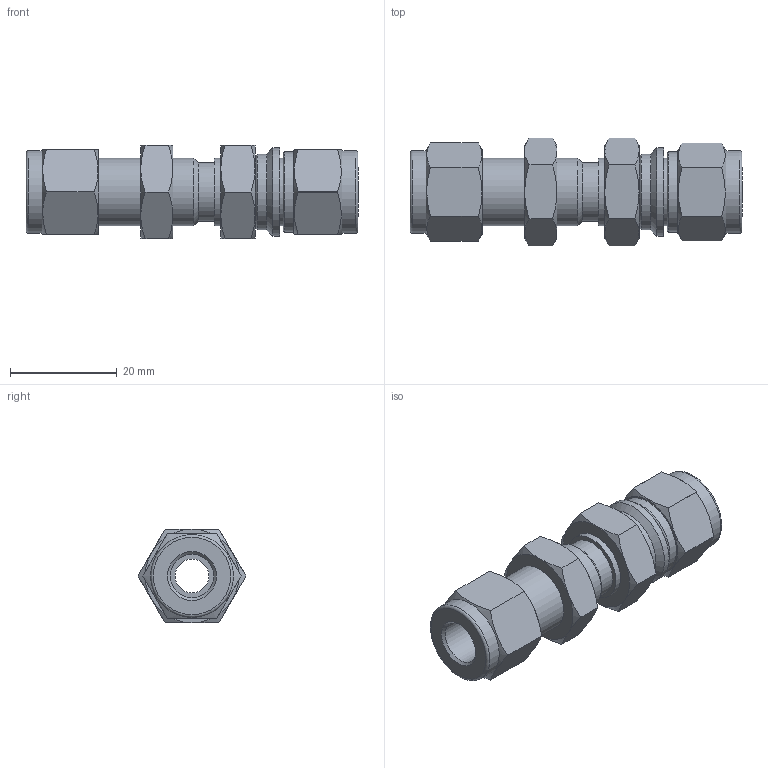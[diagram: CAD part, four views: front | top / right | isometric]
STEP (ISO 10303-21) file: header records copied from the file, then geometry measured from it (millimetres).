
FILE_DESCRIPTION(/* description */ (''),/* implementation_level */ '2;1');
FILE_NAME(/* name */ 'SBHUI-5.stp',/* time_stamp */ '2022-04-22T16:37:04+09:00',/* author */ ('user'),/* organization */ (''),/* preprocessor_version */ 'ST-DEVELOPER v18.1',/* originating_system */ 'Autodesk Inventor 2022',/* authorisation */ '');
FILE_SCHEMA (('AUTOMOTIVE_DESIGN { 1 0 10303 214 3 1 1 }'));
Length unit declared in the file: millimetre
Products named in the file (1): SBHUI-5
Bounding box: 62.14 x 20.21 x 17.5 mm (x, y, z)
Volume: 9164 mm3; surface area: 6016 mm2
Topology: 1 solids, 1 shells, 98 faces, 213 edges, 129 vertices
Faces by surface type: plane 38, cone 36, cylinder 21, torus 3
Full cylindrical faces by diameter (mm): 6.35 x1, 8.14 x2, 11 x2, 11.4 x1, 12.7 x4, 14.2 x1, 15 x1, 15.5 x2, 16.5 x1
Entity records: 2622 total; most frequent: CARTESIAN_POINT 585, ORIENTED_EDGE 426, DIRECTION 423, EDGE_CURVE 213, AXIS2_PLACEMENT_3D 183, VERTEX_POINT 129, EDGE_LOOP 112, FACE_OUTER_BOUND 98
